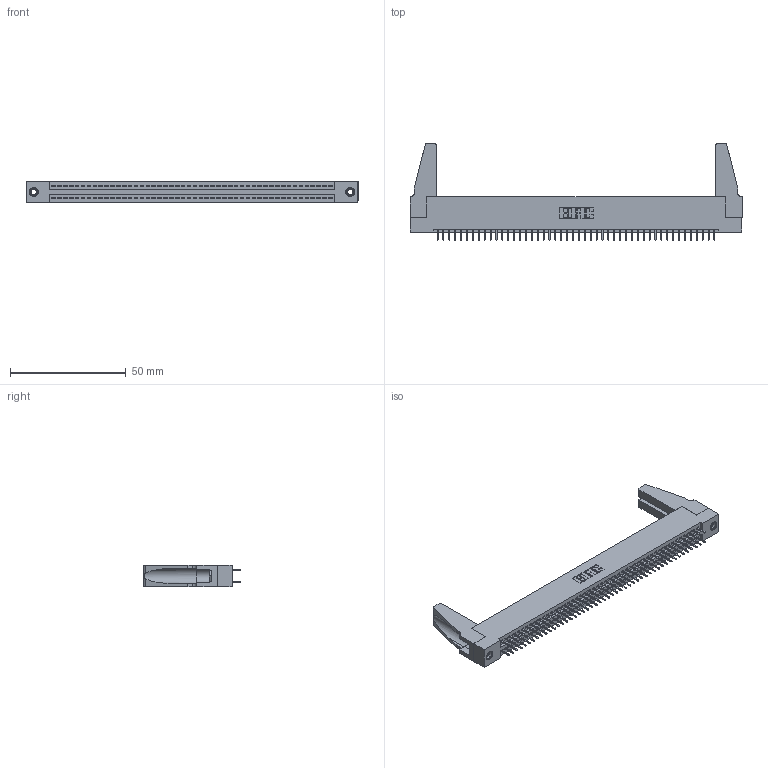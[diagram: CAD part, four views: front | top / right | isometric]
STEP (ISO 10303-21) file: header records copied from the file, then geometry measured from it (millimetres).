
FILE_DESCRIPTION (( 'STEP AP203' ), '1' );
FILE_NAME ('395-096-525-288.STEP', '2020-09-25T15:07:18', ( '' ), ( '' ), 'SwSTEP 2.0', 'SolidWorks 2020', '' );
FILE_SCHEMA (( 'CONFIG_CONTROL_DESIGN' ));
Length unit declared in the file: inch
Products named in the file (5): 345-292-001_345-293-125; 345-220-078_345-220-088; 345-250-001_345-250-001-102; 395-096-525-288; 345 Part_Flush Mounting Lugs - 0.156 Dia-TH
Assembly tree (101 placements, depth 2):
  395-096-525-288
    345 Part_Flush Mounting Lugs - 0.156 Dia-TH
    345-292-001_345-293-125  x96
    345-250-001_345-250-001-102  x2
    345-220-078_345-220-088  x2
Bounding box: 143.15 x 41.58 x 9.4 mm (x, y, z)
Volume: 17056.3 mm3; surface area: 23166.6 mm2
Topology: 101 solids, 101 shells, 5434 faces, 15343 edges, 9834 vertices
Faces by surface type: plane 3896, cylinder 1522, cone 12, torus 4
Entity records: 39076 total; most frequent: CARTESIAN_POINT 6538, ORIENTED_EDGE 6432, DIRECTION 5764, EDGE_CURVE 3216, VECTOR 2854, LINE 2854, VERTEX_POINT 2134, AXIS2_PLACEMENT_3D 1455
